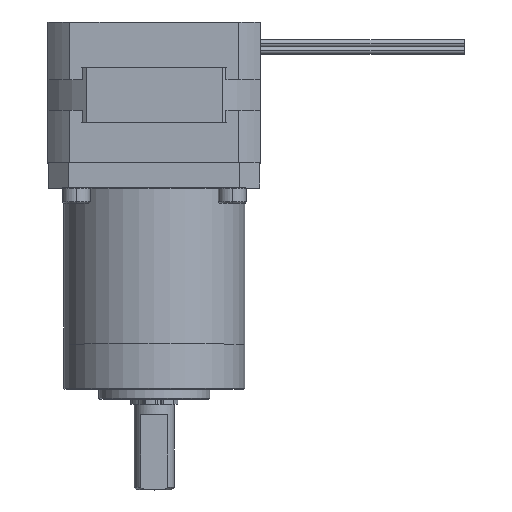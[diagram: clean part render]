
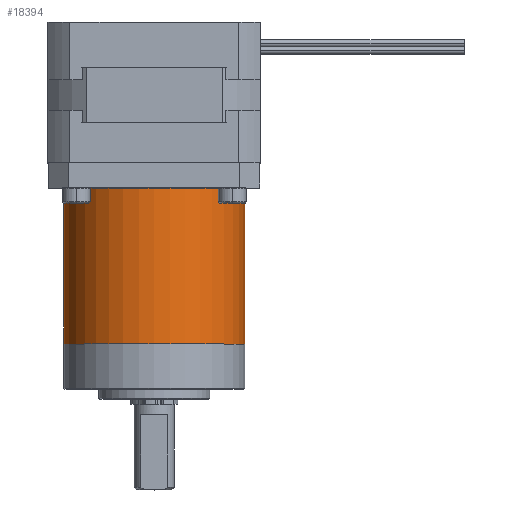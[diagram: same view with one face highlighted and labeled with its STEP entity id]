
A CAD part, top view. The second image highlights one B-rep face of the part: STEP entity #18394.
In plain terms, the highlighted cylindrical face has radius 18 mm (diameter 36 mm), a partial arc.
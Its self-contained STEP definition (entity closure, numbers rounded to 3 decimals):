
#110 = CARTESIAN_POINT ( 'NONE',  ( -18., 0., 31. ) ) ;
#557 = DIRECTION ( 'NONE',  ( 0., 0., 1. ) ) ;
#1620 = DIRECTION ( 'NONE',  ( 0., 0., -1. ) ) ;
#2125 = DIRECTION ( 'NONE',  ( 0., 0., -1. ) ) ;
#2153 = EDGE_CURVE ( 'NONE', #8581, #20141, #2289, .T. ) ;
#2289 = CIRCLE ( 'NONE', #7521, 18. ) ;
#2958 = EDGE_CURVE ( 'NONE', #18379, #20141, #12724, .T. ) ;
#3013 = ORIENTED_EDGE ( 'NONE', *, *, #2153, .T. ) ;
#3153 = DIRECTION ( 'NONE',  ( 1., 0., 0. ) ) ;
#5294 = CARTESIAN_POINT ( 'NONE',  ( 18., 0., 31. ) ) ;
#5916 = CARTESIAN_POINT ( 'NONE',  ( 0., 0., 31. ) ) ;
#6373 = DIRECTION ( 'NONE',  ( 1., 0., 0. ) ) ;
#7319 = LINE ( 'NONE', #5294, #15748 ) ;
#7521 = AXIS2_PLACEMENT_3D ( 'NONE', #20269, #24403, #3153 ) ;
#8105 = ORIENTED_EDGE ( 'NONE', *, *, #2958, .F. ) ;
#8581 = VERTEX_POINT ( 'NONE', #22068 ) ;
#9961 = CYLINDRICAL_SURFACE ( 'NONE', #17749, 18. ) ;
#11575 = CARTESIAN_POINT ( 'NONE',  ( 18., 0., 31. ) ) ;
#12026 = CARTESIAN_POINT ( 'NONE',  ( -18., 0., 0. ) ) ;
#12041 = EDGE_CURVE ( 'NONE', #12647, #8581, #7319, .T. ) ;
#12647 = VERTEX_POINT ( 'NONE', #11575 ) ;
#12724 = LINE ( 'NONE', #20460, #16461 ) ;
#13518 = DIRECTION ( 'NONE',  ( -1., 0., 0. ) ) ;
#13983 = ORIENTED_EDGE ( 'NONE', *, *, #22705, .F. ) ;
#14028 = CIRCLE ( 'NONE', #16459, 18. ) ;
#15748 = VECTOR ( 'NONE', #1620, 1000. ) ;
#16459 = AXIS2_PLACEMENT_3D ( 'NONE', #19439, #557, #6373 ) ;
#16461 = VECTOR ( 'NONE', #16919, 1000. ) ;
#16919 = DIRECTION ( 'NONE',  ( 0., 0., -1. ) ) ;
#17749 = AXIS2_PLACEMENT_3D ( 'NONE', #5916, #2125, #13518 ) ;
#18379 = VERTEX_POINT ( 'NONE', #110 ) ;
#18394 = ADVANCED_FACE ( 'NONE', ( #23263 ), #9961, .T. ) ;
#19439 = CARTESIAN_POINT ( 'NONE',  ( 0., 0., 31. ) ) ;
#19646 = ORIENTED_EDGE ( 'NONE', *, *, #12041, .T. ) ;
#20141 = VERTEX_POINT ( 'NONE', #12026 ) ;
#20269 = CARTESIAN_POINT ( 'NONE',  ( 0., 0., 0. ) ) ;
#20460 = CARTESIAN_POINT ( 'NONE',  ( -18., 0., 31. ) ) ;
#21469 = EDGE_LOOP ( 'NONE', ( #13983, #19646, #3013, #8105 ) ) ;
#22068 = CARTESIAN_POINT ( 'NONE',  ( 18., 0., 0. ) ) ;
#22705 = EDGE_CURVE ( 'NONE', #12647, #18379, #14028, .T. ) ;
#23263 = FACE_OUTER_BOUND ( 'NONE', #21469, .T. ) ;
#24403 = DIRECTION ( 'NONE',  ( 0., 0., 1. ) ) ;
